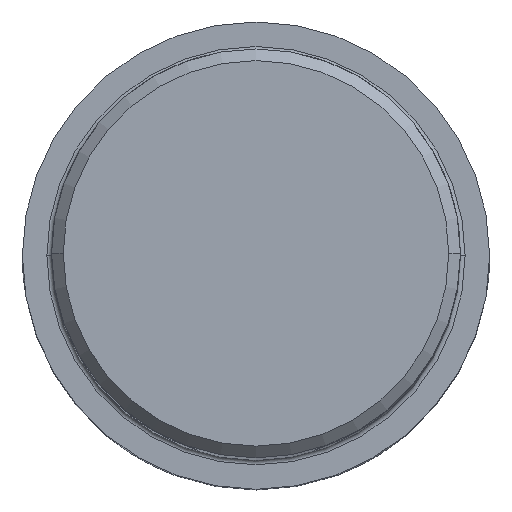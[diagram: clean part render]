
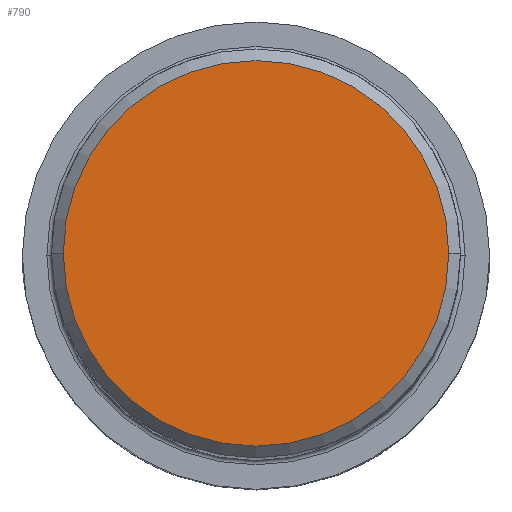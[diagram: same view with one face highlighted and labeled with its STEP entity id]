
A CAD part, top view. The second image highlights one B-rep face of the part: STEP entity #790.
In plain terms, the highlighted planar face has unit normal (0, 0, 1).
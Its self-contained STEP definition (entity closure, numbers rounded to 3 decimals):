
#4 = VERTEX_POINT ( 'NONE', #217 ) ;
#76 = PLANE ( 'NONE',  #1285 ) ;
#78 = ORIENTED_EDGE ( 'NONE', *, *, #1174, .T. ) ;
#148 = AXIS2_PLACEMENT_3D ( 'NONE', #1363, #307, #1461 ) ;
#178 = DIRECTION ( 'NONE',  ( 1., 0., 0. ) ) ;
#217 = CARTESIAN_POINT ( 'NONE',  ( 16.5, 0., 52. ) ) ;
#239 = CIRCLE ( 'NONE', #316, 16.5 ) ;
#284 = EDGE_CURVE ( 'NONE', #4, #1340, #239, .T. ) ;
#307 = DIRECTION ( 'NONE',  ( 0., 0., 1. ) ) ;
#316 = AXIS2_PLACEMENT_3D ( 'NONE', #731, #1192, #957 ) ;
#328 = ORIENTED_EDGE ( 'NONE', *, *, #284, .T. ) ;
#408 = DIRECTION ( 'NONE',  ( 0., 0., 1. ) ) ;
#634 = FACE_OUTER_BOUND ( 'NONE', #654, .T. ) ;
#654 = EDGE_LOOP ( 'NONE', ( #78, #328 ) ) ;
#731 = CARTESIAN_POINT ( 'NONE',  ( 0., 0., 52. ) ) ;
#760 = CARTESIAN_POINT ( 'NONE',  ( 0., 0., 52. ) ) ;
#790 = ADVANCED_FACE ( 'NONE', ( #634 ), #76, .T. ) ;
#957 = DIRECTION ( 'NONE',  ( 1., 0., 0. ) ) ;
#1174 = EDGE_CURVE ( 'NONE', #1340, #4, #1433, .T. ) ;
#1192 = DIRECTION ( 'NONE',  ( 0., 0., 1. ) ) ;
#1285 = AXIS2_PLACEMENT_3D ( 'NONE', #760, #408, #178 ) ;
#1340 = VERTEX_POINT ( 'NONE', #1394 ) ;
#1363 = CARTESIAN_POINT ( 'NONE',  ( 0., 0., 52. ) ) ;
#1394 = CARTESIAN_POINT ( 'NONE',  ( -16.5, 0., 52. ) ) ;
#1433 = CIRCLE ( 'NONE', #148, 16.5 ) ;
#1461 = DIRECTION ( 'NONE',  ( 1., 0., 0. ) ) ;
